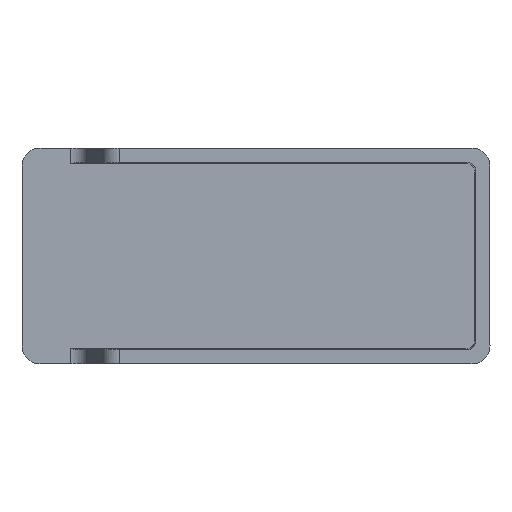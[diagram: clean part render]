
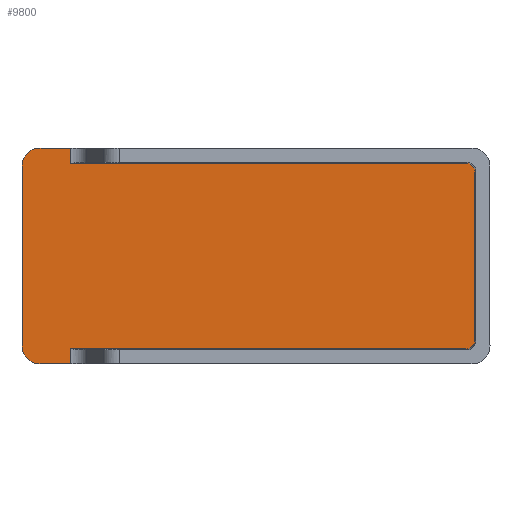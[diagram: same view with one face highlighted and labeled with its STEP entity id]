
A CAD part, left-side view. The second image highlights one B-rep face of the part: STEP entity #9800.
In plain terms, the highlighted face is planar.
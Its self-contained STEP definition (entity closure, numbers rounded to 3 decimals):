
#8730=CARTESIAN_POINT('',(-31.307,50.684,
-4.472));
#8740=DIRECTION('',(1.,0.,0.));
#8750=DIRECTION('',(0.,1.,0.));
#8760=AXIS2_PLACEMENT_3D('',#8730,#8740,#8750);
#8770=PLANE('',#8760);
#8780=CARTESIAN_POINT('',(-31.307,28.411,
-4.666));
#8790=DIRECTION('',(1.,0.,0.));
#8800=DIRECTION('',(0.,-0.707,
-0.707));
#8810=AXIS2_PLACEMENT_3D('',#8780,#8790,#8800);
#8820=ELLIPSE('',#8810,0.5,0.5);
#8830=CARTESIAN_POINT('',(-31.307,27.91,
-4.666));
#8840=VERTEX_POINT('',#8830);
#8850=CARTESIAN_POINT('',(-31.307,28.41,
-5.166));
#8860=VERTEX_POINT('',#8850);
#8870=EDGE_CURVE('',#8840,#8860,#8820,.T.);
#8880=ORIENTED_EDGE('',*,*,#8870,.T.);
#8890=CARTESIAN_POINT('',(-31.307,27.91,
-6.));
#8900=DIRECTION('',(0.,0.,1.));
#8910=VECTOR('',#8900,1.);
#8920=LINE('',#8890,#8910);
#8930=CARTESIAN_POINT('',(-31.307,27.91,
4.666));
#8940=VERTEX_POINT('',#8930);
#8950=EDGE_CURVE('',#8840,#8940,#8920,.T.);
#8960=ORIENTED_EDGE('',*,*,#8950,.F.);
#8970=CARTESIAN_POINT('',(-31.307,28.411,
4.666));
#8980=DIRECTION('',(1.,0.,0.));
#8990=DIRECTION('',(0.,-0.707,
0.707));
#9000=AXIS2_PLACEMENT_3D('',#8970,#8980,#8990);
#9010=ELLIPSE('',#9000,0.5,0.5);
#9020=CARTESIAN_POINT('',(-31.307,28.41,
5.166));
#9030=VERTEX_POINT('',#9020);
#9040=EDGE_CURVE('',#9030,#8940,#9010,.T.);
#9050=ORIENTED_EDGE('',*,*,#9040,.T.);
#9060=CARTESIAN_POINT('',(-31.307,20.828,
5.166));
#9070=DIRECTION('',(0.,-1.,0.));
#9080=VECTOR('',#9070,1.);
#9090=LINE('',#9060,#9080);
#9100=CARTESIAN_POINT('',(-31.307,50.395,
5.166));
#9110=VERTEX_POINT('',#9100);
#9120=EDGE_CURVE('',#9110,#9030,#9090,.T.);
#9130=ORIENTED_EDGE('',*,*,#9120,.T.);
#9140=CARTESIAN_POINT('',(-31.307,50.395,
-6.));
#9150=DIRECTION('',(0.,0.,-1.));
#9160=VECTOR('',#9150,1.);
#9170=LINE('',#9140,#9160);
#9180=CARTESIAN_POINT('',(-31.307,50.395,
6.));
#9190=VERTEX_POINT('',#9180);
#9200=EDGE_CURVE('',#9190,#9110,#9170,.T.);
#9210=ORIENTED_EDGE('',*,*,#9200,.T.);
#9220=CARTESIAN_POINT('',(-31.307,20.828,
6.));
#9230=DIRECTION('',(0.,1.,0.));
#9240=VECTOR('',#9230,1.);
#9250=LINE('',#9220,#9240);
#9260=CARTESIAN_POINT('',(-31.307,52.077,
6.));
#9270=VERTEX_POINT('',#9260);
#9280=EDGE_CURVE('',#9190,#9270,#9250,.T.);
#9290=ORIENTED_EDGE('',*,*,#9280,.F.);
#9300=CARTESIAN_POINT('',(-31.307,52.077,
5.));
#9310=DIRECTION('',(1.,0.,0.));
#9320=DIRECTION('',(0.,-1.,0.));
#9330=AXIS2_PLACEMENT_3D('',#9300,#9310,#9320);
#9340=CIRCLE('',#9330,1.);
#9350=CARTESIAN_POINT('',(-31.307,53.077,
5.));
#9360=VERTEX_POINT('',#9350);
#9370=EDGE_CURVE('',#9360,#9270,#9340,.T.);
#9380=ORIENTED_EDGE('',*,*,#9370,.T.);
#9390=CARTESIAN_POINT('',(-31.307,53.077,
-6.));
#9400=DIRECTION('',(0.,0.,-1.));
#9410=VECTOR('',#9400,1.);
#9420=LINE('',#9390,#9410);
#9430=CARTESIAN_POINT('',(-31.307,53.077,
-5.));
#9440=VERTEX_POINT('',#9430);
#9450=EDGE_CURVE('',#9360,#9440,#9420,.T.);
#9460=ORIENTED_EDGE('',*,*,#9450,.F.);
#9470=CARTESIAN_POINT('',(-31.307,52.077,
-5.));
#9480=DIRECTION('',(-1.,0.,0.));
#9490=DIRECTION('',(0.,1.,0.));
#9500=AXIS2_PLACEMENT_3D('',#9470,#9480,#9490);
#9510=CIRCLE('',#9500,1.);
#9520=CARTESIAN_POINT('',(-31.307,52.077,
-6.));
#9530=VERTEX_POINT('',#9520);
#9540=EDGE_CURVE('',#9440,#9530,#9510,.T.);
#9550=ORIENTED_EDGE('',*,*,#9540,.F.);
#9560=CARTESIAN_POINT('',(-31.307,20.828,
-6.));
#9570=DIRECTION('',(0.,-1.,0.));
#9580=VECTOR('',#9570,1.);
#9590=LINE('',#9560,#9580);
#9600=CARTESIAN_POINT('',(-31.307,50.395,
-6.));
#9610=VERTEX_POINT('',#9600);
#9620=EDGE_CURVE('',#9530,#9610,#9590,.T.);
#9630=ORIENTED_EDGE('',*,*,#9620,.F.);
#9640=CARTESIAN_POINT('',(-31.307,50.395,
-6.));
#9650=DIRECTION('',(0.,0.,-1.));
#9660=VECTOR('',#9650,1.);
#9670=LINE('',#9640,#9660);
#9680=CARTESIAN_POINT('',(-31.307,50.395,
-5.166));
#9690=VERTEX_POINT('',#9680);
#9700=EDGE_CURVE('',#9690,#9610,#9670,.T.);
#9710=ORIENTED_EDGE('',*,*,#9700,.T.);
#9720=CARTESIAN_POINT('',(-31.307,20.828,
-5.166));
#9730=DIRECTION('',(0.,1.,0.));
#9740=VECTOR('',#9730,1.);
#9750=LINE('',#9720,#9740);
#9760=EDGE_CURVE('',#8860,#9690,#9750,.T.);
#9770=ORIENTED_EDGE('',*,*,#9760,.T.);
#9780=EDGE_LOOP('',(#9770,#9710,#9630,#9550,#9460,#9380,#9290,#9210,
#9130,#9050,#8960,#8880));
#9790=FACE_OUTER_BOUND('',#9780,.T.);
#9800=ADVANCED_FACE('',(#9790),#8770,.T.);
